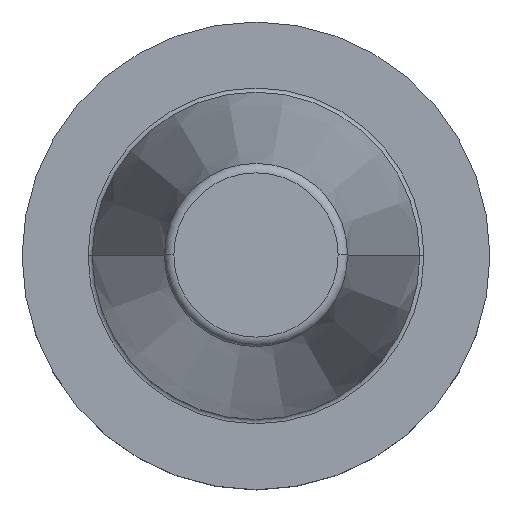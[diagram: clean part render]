
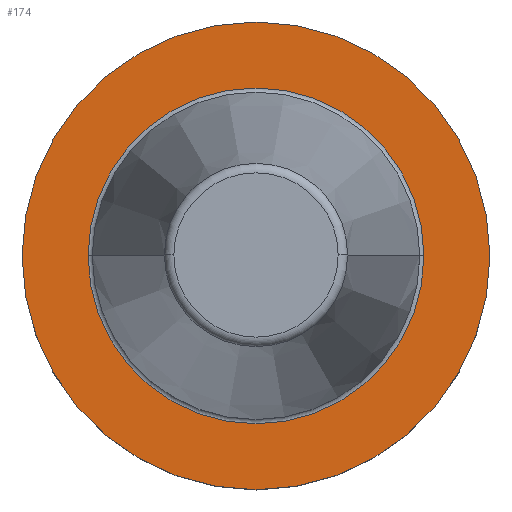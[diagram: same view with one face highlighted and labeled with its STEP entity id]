
A CAD part, top view. The second image highlights one B-rep face of the part: STEP entity #174.
In plain terms, the highlighted planar face has unit normal (0, 0, 1).
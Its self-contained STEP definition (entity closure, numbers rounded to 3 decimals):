
#43=FACE_BOUND('',#279,.T.);
#44=FACE_BOUND('',#280,.T.);
#50=PLANE('',#812);
#174=ADVANCED_FACE('',(#43,#44),#50,.F.);
#279=EDGE_LOOP('',(#439,#440));
#280=EDGE_LOOP('',(#441,#442));
#439=ORIENTED_EDGE('',*,*,#565,.F.);
#440=ORIENTED_EDGE('',*,*,#612,.F.);
#441=ORIENTED_EDGE('',*,*,#528,.T.);
#442=ORIENTED_EDGE('',*,*,#530,.T.);
#473=VERTEX_POINT('',#1091);
#476=VERTEX_POINT('',#1096);
#503=VERTEX_POINT('',#1173);
#504=VERTEX_POINT('',#1174);
#528=EDGE_CURVE('',#473,#476,#620,.T.);
#530=EDGE_CURVE('',#476,#473,#622,.T.);
#565=EDGE_CURVE('',#503,#504,#643,.T.);
#612=EDGE_CURVE('',#504,#503,#676,.T.);
#620=CIRCLE('',#717,22.79);
#622=CIRCLE('',#720,22.79);
#643=CIRCLE('',#752,31.75);
#676=CIRCLE('',#810,31.75);
#717=AXIS2_PLACEMENT_3D('',#1097,#839,#840);
#720=AXIS2_PLACEMENT_3D('',#1100,#845,#846);
#752=AXIS2_PLACEMENT_3D('',#1172,#923,#924);
#810=AXIS2_PLACEMENT_3D('',#1266,#1053,#1054);
#812=AXIS2_PLACEMENT_3D('',#1268,#1057,#1058);
#839=DIRECTION('',(0.,0.,-1.));
#840=DIRECTION('',(-1.,0.,0.));
#845=DIRECTION('',(0.,0.,-1.));
#846=DIRECTION('',(-1.,0.,0.));
#923=DIRECTION('',(0.,0.,-1.));
#924=DIRECTION('',(-1.,0.,0.));
#1053=DIRECTION('',(0.,0.,-1.));
#1054=DIRECTION('',(-1.,0.,0.));
#1057=DIRECTION('',(0.,0.,-1.));
#1058=DIRECTION('',(1.,0.,0.));
#1091=CARTESIAN_POINT('',(-22.79,0.,-3.2));
#1096=CARTESIAN_POINT('',(22.79,0.,-3.2));
#1097=CARTESIAN_POINT('',(0.,0.,-3.2));
#1100=CARTESIAN_POINT('',(0.,0.,-3.2));
#1172=CARTESIAN_POINT('',(0.,0.,-3.2));
#1173=CARTESIAN_POINT('',(-31.75,0.,-3.2));
#1174=CARTESIAN_POINT('',(31.75,0.,-3.2));
#1266=CARTESIAN_POINT('',(0.,0.,-3.2));
#1268=CARTESIAN_POINT('',(0.,22.79,-3.2));
